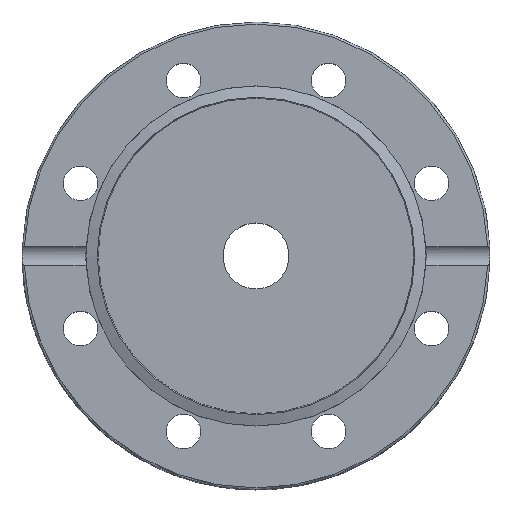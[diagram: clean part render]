
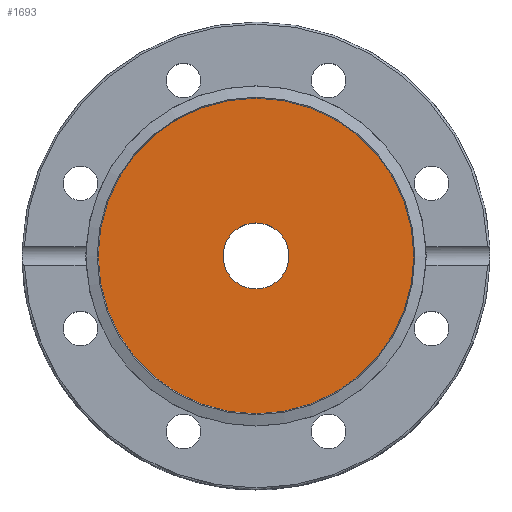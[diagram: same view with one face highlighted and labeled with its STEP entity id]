
A CAD part, top view. The second image highlights one B-rep face of the part: STEP entity #1693.
In plain terms, the highlighted planar face has unit normal (0, 0, 1).
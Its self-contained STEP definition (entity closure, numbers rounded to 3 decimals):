
#1619=CARTESIAN_POINT('',(8.0,0.,7.55));
#1620=VERTEX_POINT('',#1619);
#1621=CARTESIAN_POINT('',(0.0,0.0,7.55));
#1622=DIRECTION('',(0.0,0.0,-1.0));
#1623=DIRECTION('',(-1.0,0.0,0.0));
#1624=AXIS2_PLACEMENT_3D('',#1621,#1622,#1623);
#1625=CIRCLE('',#1624,8.0);
#1626=EDGE_CURVE('',#1620,#1620,#1625,.T.);
#1667=CARTESIAN_POINT('',(38.282,0.0,7.55));
#1668=VERTEX_POINT('',#1667);
#1669=CARTESIAN_POINT('',(0.0,0.0,7.55));
#1670=DIRECTION('',(0.0,0.0,-1.0));
#1671=DIRECTION('',(1.0,0.0,0.0));
#1672=AXIS2_PLACEMENT_3D('',#1669,#1670,#1671);
#1673=CIRCLE('',#1672,38.282);
#1674=EDGE_CURVE('',#1668,#1668,#1673,.T.);
#1682=CARTESIAN_POINT('',(19.141,0.0,7.55));
#1683=DIRECTION('',(0.0,0.0,-1.0));
#1684=DIRECTION('',(-1.0,0.0,0.0));
#1685=AXIS2_PLACEMENT_3D('',#1682,#1683,#1684);
#1686=PLANE('',#1685);
#1687=ORIENTED_EDGE('',*,*,#1674,.F.);
#1688=EDGE_LOOP('',(#1687));
#1689=FACE_OUTER_BOUND('',#1688,.T.);
#1690=ORIENTED_EDGE('',*,*,#1626,.T.);
#1691=EDGE_LOOP('',(#1690));
#1692=FACE_BOUND('',#1691,.T.);
#1693=ADVANCED_FACE('',(#1689,#1692),#1686,.F.);
